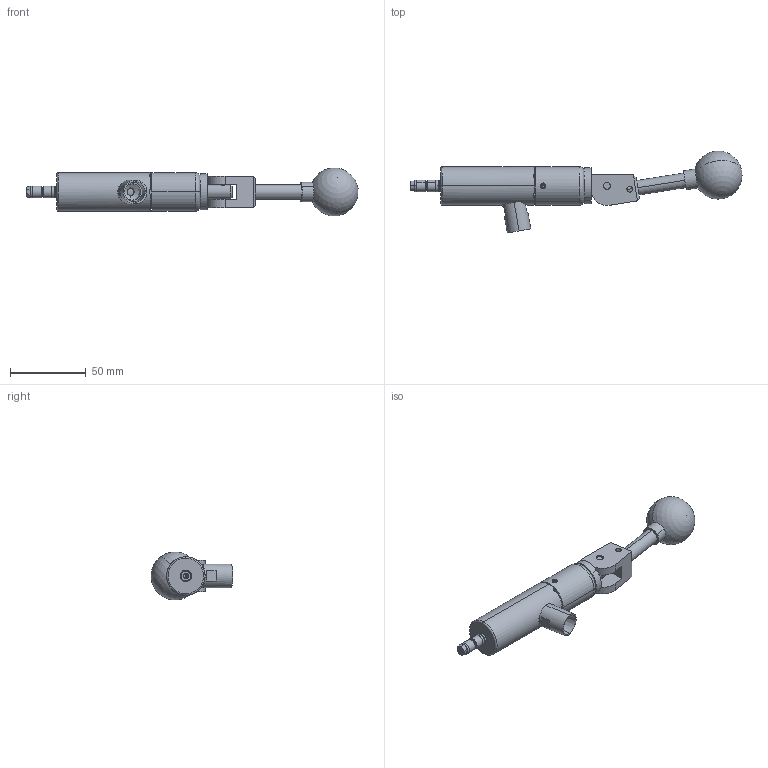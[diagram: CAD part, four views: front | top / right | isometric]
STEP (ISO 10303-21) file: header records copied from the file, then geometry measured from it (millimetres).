
FILE_DESCRIPTION (( 'STEP AP214' ), '1' );
FILE_NAME ('CTSC-003419.STEP', '2025-05-21T11:32:20', ( '' ), ( '' ), 'SwSTEP 2.0', 'SolidWorks 2023', '' );
FILE_SCHEMA (( 'AUTOMOTIVE_DESIGN' ));
Length unit declared in the file: inch
Products named in the file (1): CTSC-003419
Bounding box: 219.06 x 54.02 x 31.62 mm (x, y, z)
Volume: 80625.9 mm3; surface area: 23636.2 mm2
Topology: 10 solids, 10 shells, 282 faces, 664 edges, 416 vertices
Faces by surface type: cylinder 123, plane 98, cone 43, torus 13, bspline 3, sphere 2
Entity records: 12947 total; most frequent: CARTESIAN_POINT 2917, DIRECTION 1380, ORIENTED_EDGE 1314, EDGE_CURVE 657, AXIS2_PLACEMENT_3D 569, VERTEX_POINT 413, EDGE_LOOP 320, CIRCLE 289
